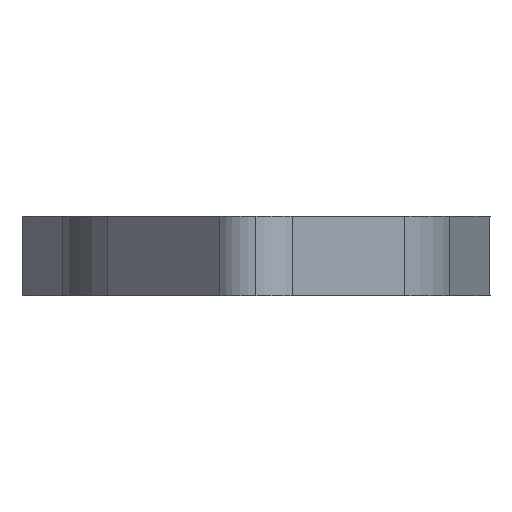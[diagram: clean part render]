
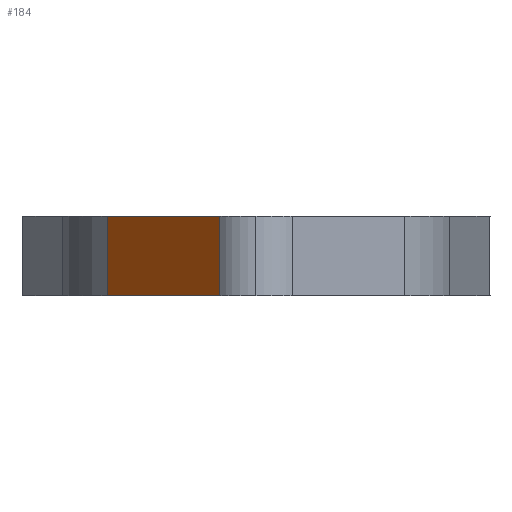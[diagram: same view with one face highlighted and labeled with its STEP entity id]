
A CAD part, left-side view. The second image highlights one B-rep face of the part: STEP entity #184.
In plain terms, the highlighted planar face has unit normal (-0.655, 0.756, 0).
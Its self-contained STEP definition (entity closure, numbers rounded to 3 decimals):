
#132=CARTESIAN_POINT('Vertex',(-58.734,27.959,0.)) ;
#135=CARTESIAN_POINT('Line Origine',(-58.734,27.959,7.5)) ;
#139=CARTESIAN_POINT('Vertex',(-58.734,27.959,15.)) ;
#154=CARTESIAN_POINT('Axis2P3D Location',(-58.734,27.959,0.)) ;
#159=CARTESIAN_POINT('Line Origine',(-70.939,17.38,0.)) ;
#163=CARTESIAN_POINT('Vertex',(-83.145,6.801,0.)) ;
#166=CARTESIAN_POINT('Line Origine',(-83.145,6.801,7.5)) ;
#170=CARTESIAN_POINT('Vertex',(-83.145,6.801,15.)) ;
#173=CARTESIAN_POINT('Line Origine',(-70.939,17.38,15.)) ;
#136=DIRECTION('Vector Direction',(0.,0.,1.)) ;
#155=DIRECTION('Axis2P3D Direction',(-0.655,0.756,0.)) ;
#156=DIRECTION('Axis2P3D XDirection',(-0.756,-0.655,-0.)) ;
#160=DIRECTION('Vector Direction',(-0.756,-0.655,0.)) ;
#167=DIRECTION('Vector Direction',(0.,0.,1.)) ;
#174=DIRECTION('Vector Direction',(-0.756,-0.655,0.)) ;
#157=AXIS2_PLACEMENT_3D('Plane Axis2P3D',#154,#155,#156) ;
#179=ORIENTED_EDGE('',*,*,#141,.F.) ;
#180=ORIENTED_EDGE('',*,*,#165,.T.) ;
#181=ORIENTED_EDGE('',*,*,#172,.T.) ;
#182=ORIENTED_EDGE('',*,*,#177,.F.) ;
#137=VECTOR('Line Direction',#136,1.) ;
#161=VECTOR('Line Direction',#160,1.) ;
#168=VECTOR('Line Direction',#167,1.) ;
#175=VECTOR('Line Direction',#174,1.) ;
#184=ADVANCED_FACE('Corps principal',(#183),#158,.T.) ;
#141=EDGE_CURVE('',#133,#140,#138,.T.) ;
#165=EDGE_CURVE('',#133,#164,#162,.T.) ;
#172=EDGE_CURVE('',#164,#171,#169,.T.) ;
#177=EDGE_CURVE('',#140,#171,#176,.T.) ;
#178=EDGE_LOOP('',(#179,#180,#181,#182)) ;
#183=FACE_OUTER_BOUND('',#178,.T.) ;
#138=LINE('Line',#135,#137) ;
#162=LINE('Line',#159,#161) ;
#169=LINE('Line',#166,#168) ;
#176=LINE('Line',#173,#175) ;
#158=PLANE('',#157) ;
#133=VERTEX_POINT('',#132) ;
#140=VERTEX_POINT('',#139) ;
#164=VERTEX_POINT('',#163) ;
#171=VERTEX_POINT('',#170) ;
